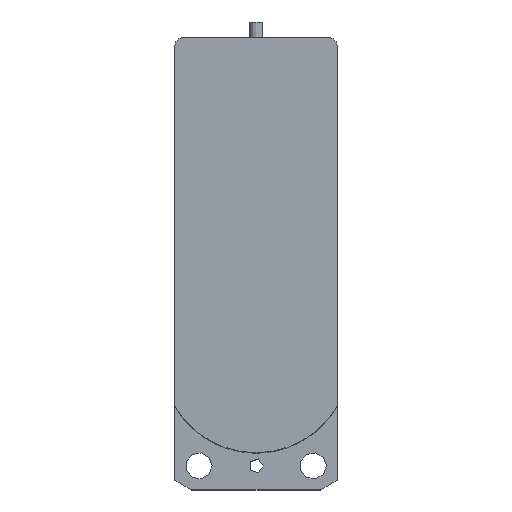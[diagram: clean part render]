
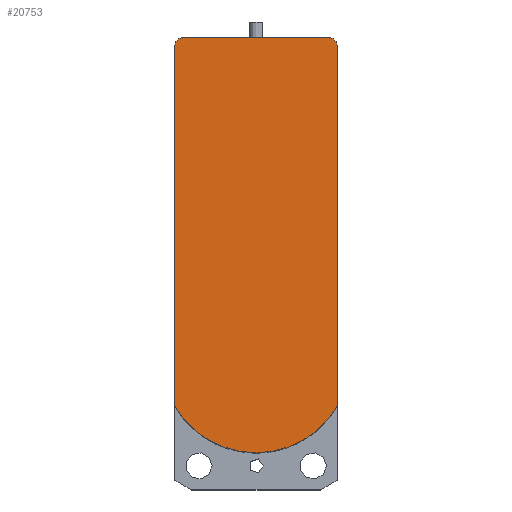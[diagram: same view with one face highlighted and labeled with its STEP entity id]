
A CAD part, top view. The second image highlights one B-rep face of the part: STEP entity #20753.
In plain terms, the highlighted planar face has unit normal (0, 0, 1).
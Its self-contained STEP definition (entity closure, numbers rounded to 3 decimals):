
#770=LINE('',#35239,#2444);
#771=LINE('',#35243,#2445);
#772=LINE('',#35246,#2446);
#2444=VECTOR('',#26393,121.8);
#2445=VECTOR('',#26396,299.486);
#2446=VECTOR('',#26399,299.486);
#5045=FACE_OUTER_BOUND('',#6448,.T.);
#6448=EDGE_LOOP('',(#15269,#15270,#15271,#15272,#15273,#15274));
#7621=CIRCLE('',#22478,6.6);
#7622=CIRCLE('',#22480,6.6);
#7623=CIRCLE('',#22481,78.);
#8987=VERTEX_POINT('',#35232);
#8988=VERTEX_POINT('',#35234);
#8989=VERTEX_POINT('',#35238);
#8990=VERTEX_POINT('',#35240);
#8991=VERTEX_POINT('',#35242);
#8992=VERTEX_POINT('',#35244);
#11263=EDGE_CURVE('',#8987,#8988,#7621,.T.);
#11265=EDGE_CURVE('',#8989,#8987,#770,.T.);
#11266=EDGE_CURVE('',#8990,#8989,#7622,.T.);
#11267=EDGE_CURVE('',#8991,#8990,#771,.T.);
#11268=EDGE_CURVE('',#8992,#8991,#7623,.T.);
#11269=EDGE_CURVE('',#8988,#8992,#772,.T.);
#15269=ORIENTED_EDGE('',*,*,#11265,.F.);
#15270=ORIENTED_EDGE('',*,*,#11266,.F.);
#15271=ORIENTED_EDGE('',*,*,#11267,.F.);
#15272=ORIENTED_EDGE('',*,*,#11268,.F.);
#15273=ORIENTED_EDGE('',*,*,#11269,.F.);
#15274=ORIENTED_EDGE('',*,*,#11263,.F.);
#18604=PLANE('',#22479);
#20753=ADVANCED_FACE('',(#5045),#18604,.F.);
#22478=AXIS2_PLACEMENT_3D('',#35235,#26388,#26389);
#22479=AXIS2_PLACEMENT_3D('',#35237,#26391,#26392);
#22480=AXIS2_PLACEMENT_3D('',#35241,#26394,#26395);
#22481=AXIS2_PLACEMENT_3D('',#35245,#26397,#26398);
#26388=DIRECTION('center_axis',(0.,0.,
-1.));
#26389=DIRECTION('ref_axis',(0.,1.,0.));
#26391=DIRECTION('center_axis',(0.,0.,
-1.));
#26392=DIRECTION('ref_axis',(1.,0.,0.));
#26393=DIRECTION('',(1.,0.,0.));
#26394=DIRECTION('center_axis',(0.,0.,
-1.));
#26395=DIRECTION('ref_axis',(-1.,0.,0.));
#26396=DIRECTION('',(0.,1.,0.));
#26397=DIRECTION('center_axis',(0.,0.,
-1.));
#26398=DIRECTION('ref_axis',(0.865,-0.501,0.));
#26399=DIRECTION('',(0.,-1.,0.));
#35232=CARTESIAN_POINT('',(60.9,267.,817.));
#35234=CARTESIAN_POINT('',(67.5,260.4,817.));
#35235=CARTESIAN_POINT('Origin',(60.9,260.4,817.));
#35237=CARTESIAN_POINT('Origin',(0.,110.697,
817.));
#35238=CARTESIAN_POINT('',(-60.9,267.,817.));
#35239=CARTESIAN_POINT('',(-60.9,267.,817.));
#35240=CARTESIAN_POINT('',(-67.5,260.4,817.));
#35241=CARTESIAN_POINT('Origin',(-60.9,260.4,817.));
#35242=CARTESIAN_POINT('',(-67.5,-39.086,817.));
#35243=CARTESIAN_POINT('',(-67.5,-39.086,817.));
#35244=CARTESIAN_POINT('',(67.5,-39.086,817.));
#35245=CARTESIAN_POINT('Origin',(0.,0.,
817.));
#35246=CARTESIAN_POINT('',(67.5,260.4,817.));
